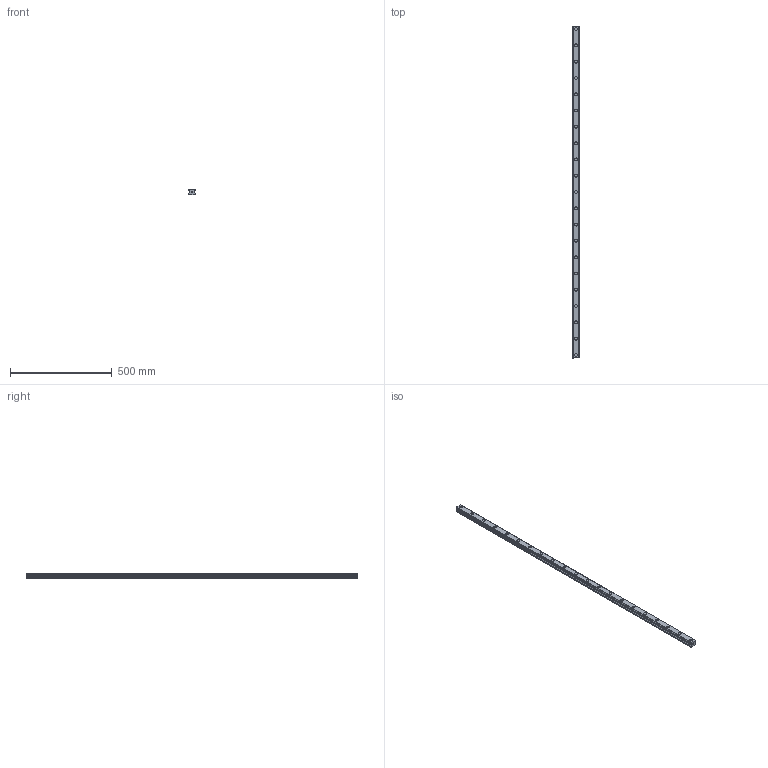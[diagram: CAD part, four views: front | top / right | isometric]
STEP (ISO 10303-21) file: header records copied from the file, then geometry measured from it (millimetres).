
FILE_DESCRIPTION(('STEP AP214'),'1');
FILE_NAME('cctmp_AE0C70FB-8825-44EB-B543-B9EB06888F89_2021_02_12_14_04_45_0634..stp','2021-02-12T13:04:45',('HIWIN GmbH'),('CADClick - www.CADClick.com'),'Spatial InterOp 3D',' ','unknown authorization');
FILE_SCHEMA(('AUTOMOTIVE_DESIGN'));
Length unit declared in the file: millimetre
Products named in the file (1): EGR35R1630C_FILE
Bounding box: 34 x 1630 x 27.5 mm (x, y, z)
Volume: 1281837.2 mm3; surface area: 229857.1 mm2
Topology: 1 solids, 1 shells, 296 faces, 681 edges, 454 vertices
Faces by surface type: plane 152, cylinder 144
Entity records: 10865 total; most frequent: DIRECTION 1563, CARTESIAN_POINT 1432, ORIENTED_EDGE 1362, EDGE_CURVE 681, AXIS2_PLACEMENT_3D 585, VERTEX_POINT 454, LINE 393, VECTOR 393
